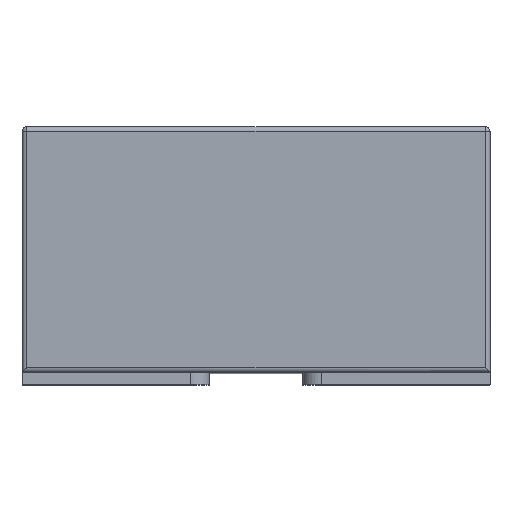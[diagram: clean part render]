
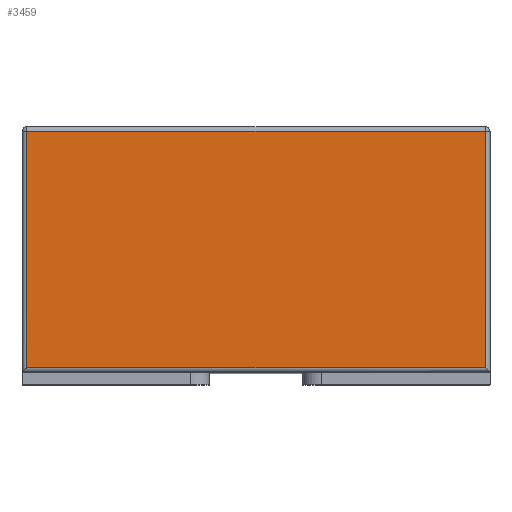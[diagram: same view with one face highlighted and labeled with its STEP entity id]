
A CAD part, top view. The second image highlights one B-rep face of the part: STEP entity #3459.
In plain terms, the highlighted planar face has unit normal (0, 0, 1).
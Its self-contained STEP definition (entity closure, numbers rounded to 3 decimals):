
#8 = EDGE_CURVE ( 'NONE', #4958, #3978, #2534, .T. ) ;
#389 = EDGE_CURVE ( 'NONE', #3978, #5162, #4567, .T. ) ;
#701 = DIRECTION ( 'NONE',  ( -1., 0., 0. ) ) ;
#705 = DIRECTION ( 'NONE',  ( 0., 0., -1. ) ) ;
#709 = CARTESIAN_POINT ( 'NONE',  ( 0.49, 0.55, 0.8 ) ) ;
#715 = CARTESIAN_POINT ( 'NONE',  ( -0.5, 0.55, 0.8 ) ) ;
#777 = PLANE ( 'NONE',  #2864 ) ;
#852 = CARTESIAN_POINT ( 'NONE',  ( -0.5, 0.035, 0.8 ) ) ;
#868 = DIRECTION ( 'NONE',  ( 1., 0., 0. ) ) ;
#948 = VERTEX_POINT ( 'NONE', #4713 ) ;
#1447 = CARTESIAN_POINT ( 'NONE',  ( -0.49, 0.035, 0.8 ) ) ;
#1599 = VECTOR ( 'NONE', #2153, 1000. ) ;
#2153 = DIRECTION ( 'NONE',  ( 0., 1., 0. ) ) ;
#2467 = DIRECTION ( 'NONE',  ( -1., 0., 0. ) ) ;
#2534 = LINE ( 'NONE', #3224, #2816 ) ;
#2579 = FACE_OUTER_BOUND ( 'NONE', #4947, .T. ) ;
#2593 = ORIENTED_EDGE ( 'NONE', *, *, #4468, .T. ) ;
#2816 = VECTOR ( 'NONE', #2467, 1000. ) ;
#2852 = CARTESIAN_POINT ( 'NONE',  ( -0.49, 0.55, 0.8 ) ) ;
#2864 = AXIS2_PLACEMENT_3D ( 'NONE', #715, #705, #701 ) ;
#2952 = DIRECTION ( 'NONE',  ( 0., -1., 0. ) ) ;
#3224 = CARTESIAN_POINT ( 'NONE',  ( -0.5, 0.54, 0.8 ) ) ;
#3459 = ADVANCED_FACE ( 'NONE', ( #2579 ), #777, .F. ) ;
#3978 = VERTEX_POINT ( 'NONE', #4175 ) ;
#4175 = CARTESIAN_POINT ( 'NONE',  ( -0.49, 0.54, 0.8 ) ) ;
#4282 = ORIENTED_EDGE ( 'NONE', *, *, #389, .T. ) ;
#4468 = EDGE_CURVE ( 'NONE', #5162, #948, #4707, .T. ) ;
#4501 = LINE ( 'NONE', #709, #1599 ) ;
#4567 = LINE ( 'NONE', #2852, #4662 ) ;
#4618 = CARTESIAN_POINT ( 'NONE',  ( 0.49, 0.54, 0.8 ) ) ;
#4662 = VECTOR ( 'NONE', #2952, 1000. ) ;
#4707 = LINE ( 'NONE', #852, #4735 ) ;
#4712 = ORIENTED_EDGE ( 'NONE', *, *, #4840, .T. ) ;
#4713 = CARTESIAN_POINT ( 'NONE',  ( 0.49, 0.035, 0.8 ) ) ;
#4735 = VECTOR ( 'NONE', #868, 1000. ) ;
#4840 = EDGE_CURVE ( 'NONE', #948, #4958, #4501, .T. ) ;
#4947 = EDGE_LOOP ( 'NONE', ( #2593, #4712, #5323, #4282 ) ) ;
#4958 = VERTEX_POINT ( 'NONE', #4618 ) ;
#5162 = VERTEX_POINT ( 'NONE', #1447 ) ;
#5323 = ORIENTED_EDGE ( 'NONE', *, *, #8, .T. ) ;
